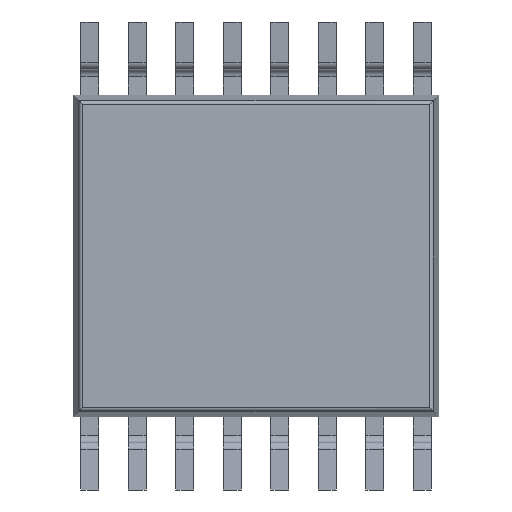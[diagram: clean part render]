
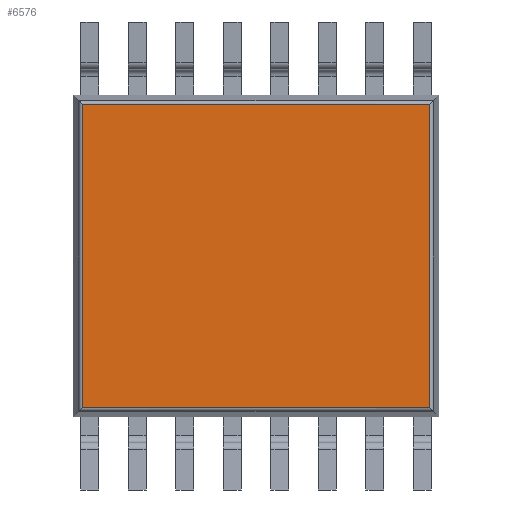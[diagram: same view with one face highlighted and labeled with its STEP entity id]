
A CAD part, front view. The second image highlights one B-rep face of the part: STEP entity #6576.
In plain terms, the highlighted planar face has unit normal (0, -1, 0).
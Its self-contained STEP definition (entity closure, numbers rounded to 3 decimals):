
#297 = ORIENTED_EDGE ( 'NONE', *, *, #2843, .T. ) ;
#998 = LINE ( 'NONE', #1659, #2445 ) ;
#1239 = ORIENTED_EDGE ( 'NONE', *, *, #4823, .T. ) ;
#1285 = PLANE ( 'NONE',  #2151 ) ;
#1659 = CARTESIAN_POINT ( 'NONE',  ( 2.416, -0.475, -2.074 ) ) ;
#2003 = CARTESIAN_POINT ( 'NONE',  ( -2.374, -0.475, 2.074 ) ) ;
#2151 = AXIS2_PLACEMENT_3D ( 'NONE', #6564, #3050, #7190 ) ;
#2297 = DIRECTION ( 'NONE',  ( 0., 0., 1. ) ) ;
#2439 = VECTOR ( 'NONE', #5565, 1000. ) ;
#2445 = VECTOR ( 'NONE', #6398, 1000. ) ;
#2618 = VECTOR ( 'NONE', #2297, 1000. ) ;
#2748 = VECTOR ( 'NONE', #5593, 1000. ) ;
#2843 = EDGE_CURVE ( 'NONE', #5823, #5931, #7234, .T. ) ;
#2846 = EDGE_LOOP ( 'NONE', ( #6260, #297, #5718, #1239 ) ) ;
#2890 = FACE_OUTER_BOUND ( 'NONE', #2846, .T. ) ;
#3050 = DIRECTION ( 'NONE',  ( 0., 1., 0. ) ) ;
#3124 = LINE ( 'NONE', #6086, #2748 ) ;
#4823 = EDGE_CURVE ( 'NONE', #7302, #7381, #998, .T. ) ;
#5122 = LINE ( 'NONE', #5868, #2618 ) ;
#5519 = CARTESIAN_POINT ( 'NONE',  ( -2.416, -0.475, 2.074 ) ) ;
#5565 = DIRECTION ( 'NONE',  ( -1., 0., 0. ) ) ;
#5593 = DIRECTION ( 'NONE',  ( 0., 0., -1. ) ) ;
#5718 = ORIENTED_EDGE ( 'NONE', *, *, #7178, .T. ) ;
#5823 = VERTEX_POINT ( 'NONE', #6527 ) ;
#5868 = CARTESIAN_POINT ( 'NONE',  ( 2.374, -0.475, 2.116 ) ) ;
#5931 = VERTEX_POINT ( 'NONE', #2003 ) ;
#6086 = CARTESIAN_POINT ( 'NONE',  ( -2.374, -0.475, -2.116 ) ) ;
#6203 = EDGE_CURVE ( 'NONE', #7381, #5823, #5122, .T. ) ;
#6260 = ORIENTED_EDGE ( 'NONE', *, *, #6203, .T. ) ;
#6290 = CARTESIAN_POINT ( 'NONE',  ( -2.374, -0.475, -2.074 ) ) ;
#6398 = DIRECTION ( 'NONE',  ( 1., 0., 0. ) ) ;
#6527 = CARTESIAN_POINT ( 'NONE',  ( 2.374, -0.475, 2.074 ) ) ;
#6564 = CARTESIAN_POINT ( 'NONE',  ( 0., -0.475, 0. ) ) ;
#6576 = ADVANCED_FACE ( 'NONE', ( #2890 ), #1285, .F. ) ;
#7178 = EDGE_CURVE ( 'NONE', #5931, #7302, #3124, .T. ) ;
#7190 = DIRECTION ( 'NONE',  ( 0., 0., 1. ) ) ;
#7234 = LINE ( 'NONE', #5519, #2439 ) ;
#7302 = VERTEX_POINT ( 'NONE', #6290 ) ;
#7381 = VERTEX_POINT ( 'NONE', #7492 ) ;
#7492 = CARTESIAN_POINT ( 'NONE',  ( 2.374, -0.475, -2.074 ) ) ;
